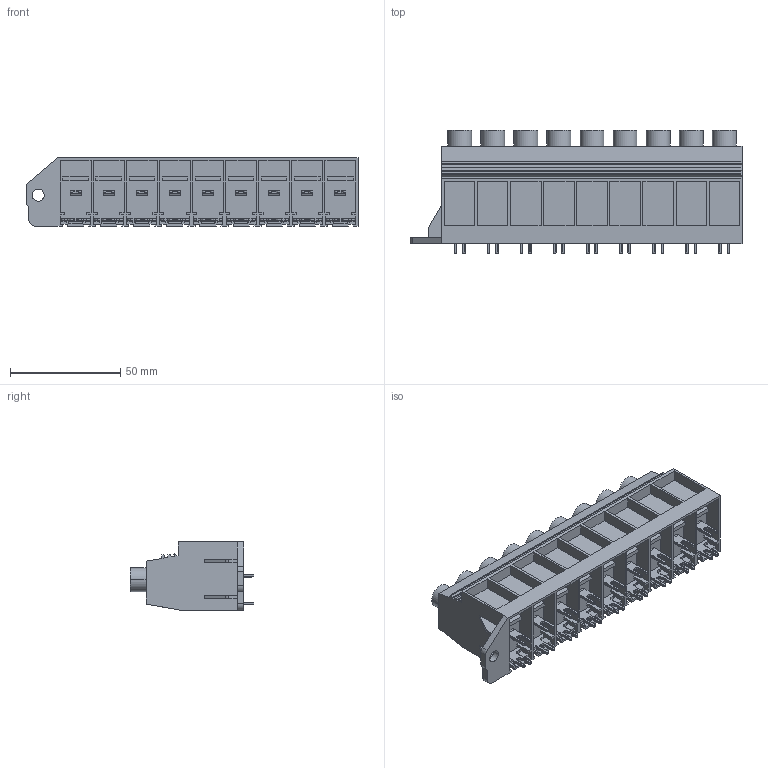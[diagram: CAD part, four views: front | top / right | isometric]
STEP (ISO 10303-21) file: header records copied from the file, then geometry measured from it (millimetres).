
FILE_DESCRIPTION(('CATIA V5 STEP Exchange','CAx-IF Rec.Pracs.--- Model Styling and Organization---1.2---2011-12-15'),'2;1');
FILE_NAME ('D1451676_0_1386930000_1386930000.stp','2016-10-04T11:09:40+00:00',('none'),('Weidmueller'),'CATIA Version 5-6 Release 2014','CATIA V5 STEP AP214','none');
FILE_SCHEMA(('AUTOMOTIVE_DESIGN { 1 0 10303 214 1 1 1 1 }'));
Length unit declared in the file: millimetre
Products named in the file (1): 1386930000_S
Bounding box: 150.5 x 56 x 31 mm (x, y, z)
Volume: 133623.3 mm3; surface area: 44481.4 mm2
Topology: 28 solids, 28 shells, 1655 faces, 4659 edges, 3096 vertices
Faces by surface type: plane 1133, cylinder 520, extrusion 2
Entity records: 49561 total; most frequent: CARTESIAN_POINT 11000, ORIENTED_EDGE 9318, DIRECTION 5833, EDGE_CURVE 4659, VECTOR 3431, LINE 3429, VERTEX_POINT 3096, EDGE_LOOP 1693
